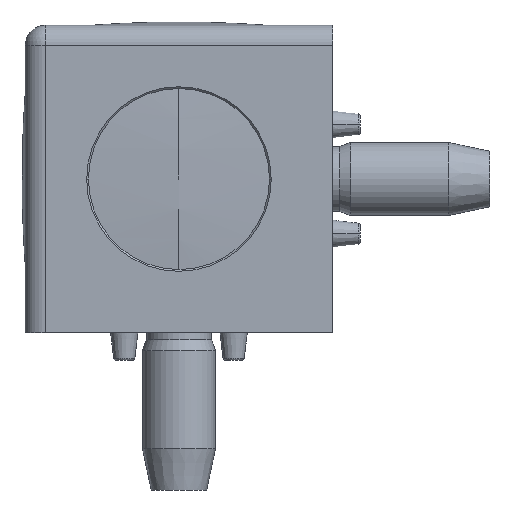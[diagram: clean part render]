
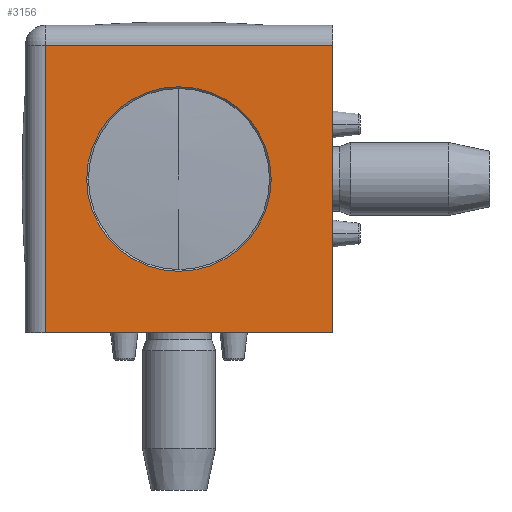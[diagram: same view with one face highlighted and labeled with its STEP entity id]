
A CAD part, left-side view. The second image highlights one B-rep face of the part: STEP entity #3156.
In plain terms, the highlighted planar face has unit normal (-1, 0, 0).
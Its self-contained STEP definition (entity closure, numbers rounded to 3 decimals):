
#81 = VECTOR ( 'NONE', #7146, 1000. ) ;
#264 = VERTEX_POINT ( 'NONE', #8968 ) ;
#461 = VERTEX_POINT ( 'NONE', #13044 ) ;
#482 = EDGE_CURVE ( 'NONE', #264, #605, #14611, .T. ) ;
#605 = VERTEX_POINT ( 'NONE', #6355 ) ;
#644 = FACE_OUTER_BOUND ( 'NONE', #1767, .T. ) ;
#1176 = CARTESIAN_POINT ( 'NONE',  ( -22.5, -22.5, 22.5 ) ) ;
#1767 = EDGE_LOOP ( 'NONE', ( #18004, #18679, #16651, #16572 ) ) ;
#1853 = EDGE_CURVE ( 'NONE', #461, #10645, #4167, .T. ) ;
#2105 = FACE_BOUND ( 'NONE', #15919, .T. ) ;
#2113 = VERTEX_POINT ( 'NONE', #18297 ) ;
#2297 = ORIENTED_EDGE ( 'NONE', *, *, #13879, .T. ) ;
#2409 = EDGE_CURVE ( 'NONE', #9504, #605, #12189, .T. ) ;
#3156 = ADVANCED_FACE ( 'NONE', ( #2105, #644 ), #4751, .F. ) ;
#3290 = CARTESIAN_POINT ( 'NONE',  ( -22.5, 22.5, -22.5 ) ) ;
#3731 = DIRECTION ( 'NONE',  ( 1., 0., 0. ) ) ;
#3751 = CIRCLE ( 'NONE', #15016, 13.5 ) ;
#4167 = CIRCLE ( 'NONE', #6653, 13.5 ) ;
#4452 = VECTOR ( 'NONE', #6039, 1000. ) ;
#4614 = AXIS2_PLACEMENT_3D ( 'NONE', #12096, #18280, #11020 ) ;
#4751 = PLANE ( 'NONE',  #4614 ) ;
#5607 = VECTOR ( 'NONE', #8973, 1000. ) ;
#6039 = DIRECTION ( 'NONE',  ( 0., -1., 0. ) ) ;
#6250 = DIRECTION ( 'NONE',  ( 0., 1., 0. ) ) ;
#6355 = CARTESIAN_POINT ( 'NONE',  ( -22.5, -22.5, -22.5 ) ) ;
#6653 = AXIS2_PLACEMENT_3D ( 'NONE', #17150, #3731, #9682 ) ;
#7146 = DIRECTION ( 'NONE',  ( 0., 0., -1. ) ) ;
#7265 = DIRECTION ( 'NONE',  ( 1., 0., 0. ) ) ;
#7899 = CARTESIAN_POINT ( 'NONE',  ( -22.5, 22.5, 19.5 ) ) ;
#8968 = CARTESIAN_POINT ( 'NONE',  ( -22.5, -22.5, 19.5 ) ) ;
#8973 = DIRECTION ( 'NONE',  ( 0., 0., -1. ) ) ;
#9504 = VERTEX_POINT ( 'NONE', #11317 ) ;
#9682 = DIRECTION ( 'NONE',  ( 0., 1., 0. ) ) ;
#9826 = VECTOR ( 'NONE', #6250, 1000. ) ;
#10645 = VERTEX_POINT ( 'NONE', #18869 ) ;
#10760 = LINE ( 'NONE', #7899, #9826 ) ;
#11020 = DIRECTION ( 'NONE',  ( 0., -1., 0. ) ) ;
#11317 = CARTESIAN_POINT ( 'NONE',  ( -22.5, 19.5, -22.5 ) ) ;
#12096 = CARTESIAN_POINT ( 'NONE',  ( -22.5, 22.5, 22.5 ) ) ;
#12189 = LINE ( 'NONE', #3290, #4452 ) ;
#12480 = ORIENTED_EDGE ( 'NONE', *, *, #1853, .T. ) ;
#13044 = CARTESIAN_POINT ( 'NONE',  ( -22.5, -13.5, 0. ) ) ;
#13126 = EDGE_CURVE ( 'NONE', #2113, #9504, #13220, .T. ) ;
#13220 = LINE ( 'NONE', #16468, #5607 ) ;
#13879 = EDGE_CURVE ( 'NONE', #10645, #461, #3751, .T. ) ;
#14611 = LINE ( 'NONE', #1176, #81 ) ;
#14637 = DIRECTION ( 'NONE',  ( 0., 1., 0. ) ) ;
#14834 = CARTESIAN_POINT ( 'NONE',  ( -22.5, 0., 0. ) ) ;
#15016 = AXIS2_PLACEMENT_3D ( 'NONE', #14834, #7265, #14637 ) ;
#15919 = EDGE_LOOP ( 'NONE', ( #12480, #2297 ) ) ;
#16468 = CARTESIAN_POINT ( 'NONE',  ( -22.5, 19.5, 22.5 ) ) ;
#16572 = ORIENTED_EDGE ( 'NONE', *, *, #2409, .T. ) ;
#16651 = ORIENTED_EDGE ( 'NONE', *, *, #13126, .T. ) ;
#17150 = CARTESIAN_POINT ( 'NONE',  ( -22.5, 0., 0. ) ) ;
#17884 = EDGE_CURVE ( 'NONE', #264, #2113, #10760, .T. ) ;
#18004 = ORIENTED_EDGE ( 'NONE', *, *, #482, .F. ) ;
#18280 = DIRECTION ( 'NONE',  ( 1., 0., 0. ) ) ;
#18297 = CARTESIAN_POINT ( 'NONE',  ( -22.5, 19.5, 19.5 ) ) ;
#18679 = ORIENTED_EDGE ( 'NONE', *, *, #17884, .T. ) ;
#18869 = CARTESIAN_POINT ( 'NONE',  ( -22.5, 13.5, 0. ) ) ;
